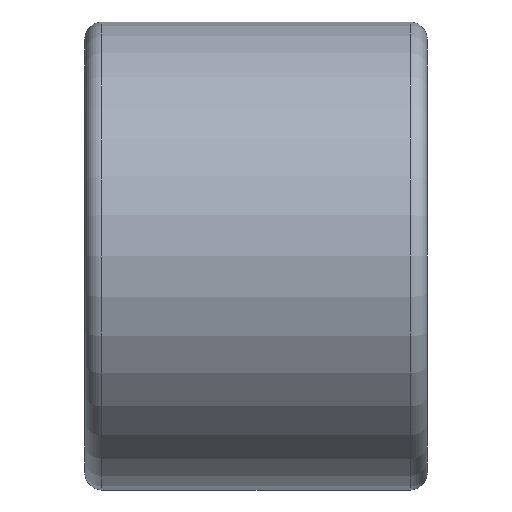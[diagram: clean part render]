
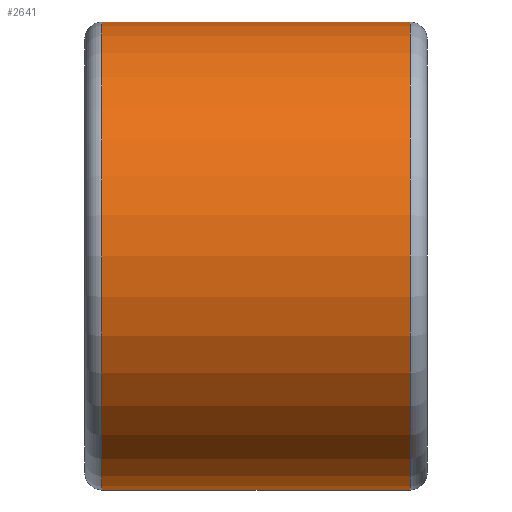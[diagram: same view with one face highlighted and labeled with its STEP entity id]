
A CAD part, front view. The second image highlights one B-rep face of the part: STEP entity #2641.
In plain terms, the highlighted cylindrical face has radius 41 mm (diameter 82 mm), a partial arc.
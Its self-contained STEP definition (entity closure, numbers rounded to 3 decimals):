
#10 = VECTOR ( 'NONE', #997, 1000. ) ;
#17 = DIRECTION ( 'NONE',  ( 1., 0., 0. ) ) ;
#38 = ORIENTED_EDGE ( 'NONE', *, *, #2318, .T. ) ;
#126 = ORIENTED_EDGE ( 'NONE', *, *, #3260, .T. ) ;
#561 = CIRCLE ( 'NONE', #3099, 41. ) ;
#591 = CARTESIAN_POINT ( 'NONE',  ( 0., 0., -41. ) ) ;
#651 = CIRCLE ( 'NONE', #2811, 41. ) ;
#669 = VERTEX_POINT ( 'NONE', #3934 ) ;
#885 = EDGE_CURVE ( 'NONE', #3612, #4266, #2134, .T. ) ;
#956 = VECTOR ( 'NONE', #4624, 1000. ) ;
#997 = DIRECTION ( 'NONE',  ( -1., 0., 0. ) ) ;
#1050 = DIRECTION ( 'NONE',  ( -1., 0., 0. ) ) ;
#1207 = VERTEX_POINT ( 'NONE', #4042 ) ;
#1294 = DIRECTION ( 'NONE',  ( 0., 0., 1. ) ) ;
#1334 = CYLINDRICAL_SURFACE ( 'NONE', #4690, 41. ) ;
#1441 = EDGE_CURVE ( 'NONE', #3612, #669, #561, .T. ) ;
#1454 = ORIENTED_EDGE ( 'NONE', *, *, #1441, .T. ) ;
#1496 = CARTESIAN_POINT ( 'NONE',  ( 3., 0., -41. ) ) ;
#2134 = LINE ( 'NONE', #591, #10 ) ;
#2318 = EDGE_CURVE ( 'NONE', #669, #1207, #4571, .T. ) ;
#2412 = CARTESIAN_POINT ( 'NONE',  ( 3., 0., 0. ) ) ;
#2641 = ADVANCED_FACE ( 'NONE', ( #3802 ), #1334, .T. ) ;
#2811 = AXIS2_PLACEMENT_3D ( 'NONE', #2412, #17, #2814 ) ;
#2814 = DIRECTION ( 'NONE',  ( 0., 0., -1. ) ) ;
#3021 = EDGE_LOOP ( 'NONE', ( #3121, #1454, #38, #126 ) ) ;
#3067 = CARTESIAN_POINT ( 'NONE',  ( 57., 0., -41. ) ) ;
#3099 = AXIS2_PLACEMENT_3D ( 'NONE', #3671, #1050, #1294 ) ;
#3121 = ORIENTED_EDGE ( 'NONE', *, *, #885, .F. ) ;
#3179 = DIRECTION ( 'NONE',  ( -1., 0., 0. ) ) ;
#3260 = EDGE_CURVE ( 'NONE', #1207, #4266, #651, .T. ) ;
#3612 = VERTEX_POINT ( 'NONE', #3067 ) ;
#3671 = CARTESIAN_POINT ( 'NONE',  ( 57., 0., 0. ) ) ;
#3802 = FACE_OUTER_BOUND ( 'NONE', #3021, .T. ) ;
#3934 = CARTESIAN_POINT ( 'NONE',  ( 57., 0., 41. ) ) ;
#4042 = CARTESIAN_POINT ( 'NONE',  ( 3., 0., 41. ) ) ;
#4266 = VERTEX_POINT ( 'NONE', #1496 ) ;
#4385 = CARTESIAN_POINT ( 'NONE',  ( 0., 0., 0. ) ) ;
#4417 = DIRECTION ( 'NONE',  ( 0., 0., 1. ) ) ;
#4571 = LINE ( 'NONE', #4606, #956 ) ;
#4606 = CARTESIAN_POINT ( 'NONE',  ( 0., 0., 41. ) ) ;
#4624 = DIRECTION ( 'NONE',  ( -1., 0., 0. ) ) ;
#4690 = AXIS2_PLACEMENT_3D ( 'NONE', #4385, #3179, #4417 ) ;
